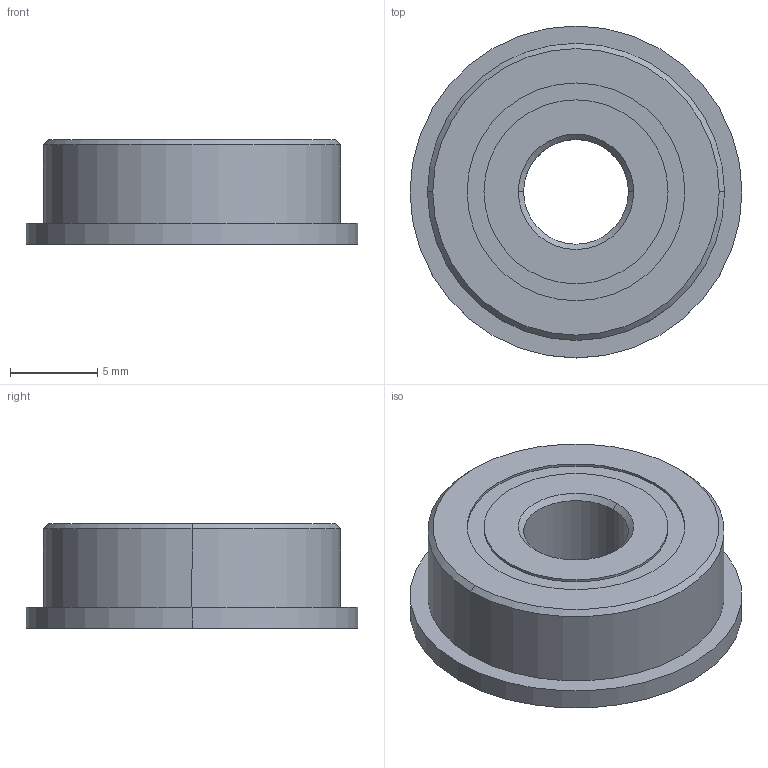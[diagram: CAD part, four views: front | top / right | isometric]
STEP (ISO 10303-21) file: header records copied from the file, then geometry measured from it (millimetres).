
FILE_DESCRIPTION (( 'STEP AP214' ), '1' );
FILE_NAME ('am-4455 6 mm ID 17 mm OD Shielded Flanged Bearing F606ZZ.STEP', '2021-04-27T15:25:39', ( '' ), ( '' ), 'SwSTEP 2.0', 'SolidWorks 2019', '' );
FILE_SCHEMA (( 'AUTOMOTIVE_DESIGN' ));
Length unit declared in the file: millimetre
Products named in the file (1): am-4455 6 mm ID 17 mm OD Shielded Flanged Bearing F606ZZ
Bounding box: 19 x 19 x 6 mm (x, y, z)
Volume: 1134.7 mm3; surface area: 1956.8 mm2
Topology: 14 solids, 14 shells, 63 faces, 156 edges, 102 vertices
Faces by surface type: cylinder 22, sphere 20, plane 9, torus 6, cone 6
Entity records: 1697 total; most frequent: DIRECTION 312, CARTESIAN_POINT 242, ORIENTED_EDGE 212, AXIS2_PLACEMENT_3D 142, EDGE_CURVE 106, CIRCLE 78, EDGE_LOOP 72, VERTEX_POINT 72
